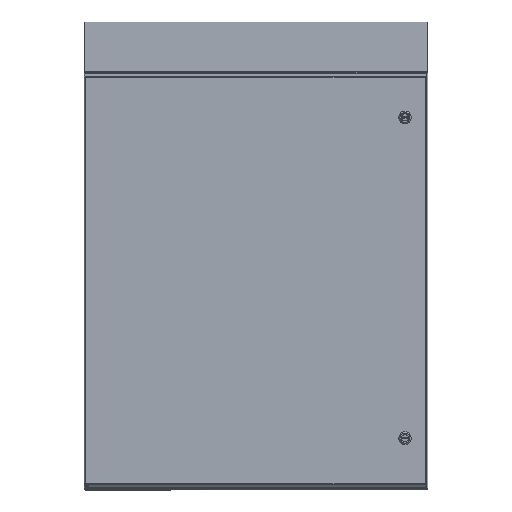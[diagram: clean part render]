
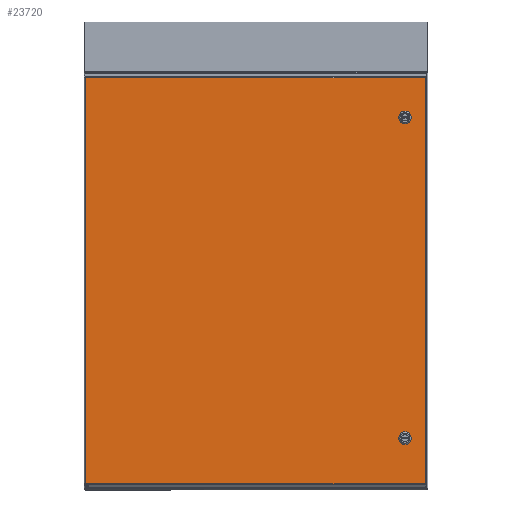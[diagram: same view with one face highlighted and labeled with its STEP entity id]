
A CAD part, top view. The second image highlights one B-rep face of the part: STEP entity #23720.
In plain terms, the highlighted planar face has unit normal (0, 0, 1).
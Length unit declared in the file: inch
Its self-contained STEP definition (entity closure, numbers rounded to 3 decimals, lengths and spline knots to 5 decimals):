
#21840=CARTESIAN_POINT('',(27.96087,-30.83316,0.074));
#21841=VERTEX_POINT('',#21840);
#21848=CARTESIAN_POINT('',(27.77499,-30.64723,0.074));
#21849=VERTEX_POINT('',#21848);
#21850=CARTESIAN_POINT('',(27.56134,-31.04668,0.074));
#21851=DIRECTION('',(0.0,0.0,-1.0));
#21852=DIRECTION('',(0.882,0.471,0.0));
#21853=AXIS2_PLACEMENT_3D('',#21850,#21851,#21852);
#21854=CIRCLE('',#21853,0.453);
#21855=EDGE_CURVE('',#21849,#21841,#21854,.T.);
#21880=CARTESIAN_POINT('',(27.34787,-30.64723,0.074));
#21881=VERTEX_POINT('',#21880);
#21882=CARTESIAN_POINT('',(27.34787,-30.64723,0.074));
#21883=DIRECTION('',(1.0,0.,0.0));
#21884=VECTOR('',#21883,0.42712);
#21885=LINE('',#21882,#21884);
#21886=EDGE_CURVE('',#21881,#21849,#21885,.T.);
#21912=CARTESIAN_POINT('',(27.16187,-30.83316,0.074));
#21913=VERTEX_POINT('',#21912);
#21914=CARTESIAN_POINT('',(27.56134,-31.04677,0.074));
#21915=DIRECTION('',(0.0,0.0,-1.0));
#21916=DIRECTION('',(-0.471,0.882,0.0));
#21917=AXIS2_PLACEMENT_3D('',#21914,#21915,#21916);
#21918=CIRCLE('',#21917,0.453);
#21919=EDGE_CURVE('',#21913,#21881,#21918,.T.);
#21944=CARTESIAN_POINT('',(27.16187,-31.26029,0.074));
#21945=VERTEX_POINT('',#21944);
#21946=CARTESIAN_POINT('',(27.16187,-31.26029,0.074));
#21947=DIRECTION('',(0.,1.0,0.0));
#21948=VECTOR('',#21947,0.42712);
#21949=LINE('',#21946,#21948);
#21950=EDGE_CURVE('',#21945,#21913,#21949,.T.);
#21976=CARTESIAN_POINT('',(27.3478,-31.44623,0.074));
#21977=VERTEX_POINT('',#21976);
#21978=CARTESIAN_POINT('',(27.56137,-31.04673,0.074));
#21979=DIRECTION('',(0.0,0.0,-1.0));
#21980=DIRECTION('',(-0.882,-0.471,0.0));
#21981=AXIS2_PLACEMENT_3D('',#21978,#21979,#21980);
#21982=CIRCLE('',#21981,0.453);
#21983=EDGE_CURVE('',#21977,#21945,#21982,.T.);
#22008=CARTESIAN_POINT('',(27.77493,-31.44623,0.074));
#22009=VERTEX_POINT('',#22008);
#22010=CARTESIAN_POINT('',(27.77493,-31.44623,0.074));
#22011=DIRECTION('',(-1.0,0.,0.0));
#22012=VECTOR('',#22011,0.42712);
#22013=LINE('',#22010,#22012);
#22014=EDGE_CURVE('',#22009,#21977,#22013,.T.);
#22040=CARTESIAN_POINT('',(27.96087,-31.26029,0.074));
#22041=VERTEX_POINT('',#22040);
#22042=CARTESIAN_POINT('',(27.56137,-31.04673,0.074));
#22043=DIRECTION('',(0.0,0.0,-1.0));
#22044=DIRECTION('',(0.471,-0.882,0.0));
#22045=AXIS2_PLACEMENT_3D('',#22042,#22043,#22044);
#22046=CIRCLE('',#22045,0.453);
#22047=EDGE_CURVE('',#22041,#22009,#22046,.T.);
#22070=CARTESIAN_POINT('',(27.96087,-30.83316,0.074));
#22071=DIRECTION('',(0.,-1.0,0.0));
#22072=VECTOR('',#22071,0.42712);
#22073=LINE('',#22070,#22072);
#22074=EDGE_CURVE('',#21841,#22041,#22073,.T.);
#22096=CARTESIAN_POINT('',(27.96087,-2.83316,0.074));
#22097=VERTEX_POINT('',#22096);
#22104=CARTESIAN_POINT('',(27.77499,-2.64723,0.074));
#22105=VERTEX_POINT('',#22104);
#22106=CARTESIAN_POINT('',(27.56134,-3.04668,0.074));
#22107=DIRECTION('',(0.0,0.0,-1.0));
#22108=DIRECTION('',(0.882,0.471,0.0));
#22109=AXIS2_PLACEMENT_3D('',#22106,#22107,#22108);
#22110=CIRCLE('',#22109,0.453);
#22111=EDGE_CURVE('',#22105,#22097,#22110,.T.);
#22136=CARTESIAN_POINT('',(27.34787,-2.64723,0.074));
#22137=VERTEX_POINT('',#22136);
#22138=CARTESIAN_POINT('',(27.34787,-2.64723,0.074));
#22139=DIRECTION('',(1.0,0.,0.0));
#22140=VECTOR('',#22139,0.42712);
#22141=LINE('',#22138,#22140);
#22142=EDGE_CURVE('',#22137,#22105,#22141,.T.);
#22168=CARTESIAN_POINT('',(27.16187,-2.83316,0.074));
#22169=VERTEX_POINT('',#22168);
#22170=CARTESIAN_POINT('',(27.56134,-3.04677,0.074));
#22171=DIRECTION('',(0.0,0.0,-1.0));
#22172=DIRECTION('',(-0.471,0.882,0.0));
#22173=AXIS2_PLACEMENT_3D('',#22170,#22171,#22172);
#22174=CIRCLE('',#22173,0.453);
#22175=EDGE_CURVE('',#22169,#22137,#22174,.T.);
#22200=CARTESIAN_POINT('',(27.16187,-3.26029,0.074));
#22201=VERTEX_POINT('',#22200);
#22202=CARTESIAN_POINT('',(27.16187,-3.26029,0.074));
#22203=DIRECTION('',(0.,1.0,0.0));
#22204=VECTOR('',#22203,0.42712);
#22205=LINE('',#22202,#22204);
#22206=EDGE_CURVE('',#22201,#22169,#22205,.T.);
#22232=CARTESIAN_POINT('',(27.3478,-3.44623,0.074));
#22233=VERTEX_POINT('',#22232);
#22234=CARTESIAN_POINT('',(27.56137,-3.04673,0.074));
#22235=DIRECTION('',(0.0,0.0,-1.0));
#22236=DIRECTION('',(-0.882,-0.471,0.0));
#22237=AXIS2_PLACEMENT_3D('',#22234,#22235,#22236);
#22238=CIRCLE('',#22237,0.453);
#22239=EDGE_CURVE('',#22233,#22201,#22238,.T.);
#22264=CARTESIAN_POINT('',(27.77493,-3.44623,0.074));
#22265=VERTEX_POINT('',#22264);
#22266=CARTESIAN_POINT('',(27.77493,-3.44623,0.074));
#22267=DIRECTION('',(-1.0,0.,0.0));
#22268=VECTOR('',#22267,0.42712);
#22269=LINE('',#22266,#22268);
#22270=EDGE_CURVE('',#22265,#22233,#22269,.T.);
#22296=CARTESIAN_POINT('',(27.96087,-3.26029,0.074));
#22297=VERTEX_POINT('',#22296);
#22298=CARTESIAN_POINT('',(27.56137,-3.04673,0.074));
#22299=DIRECTION('',(0.0,0.0,-1.0));
#22300=DIRECTION('',(0.471,-0.882,0.0));
#22301=AXIS2_PLACEMENT_3D('',#22298,#22299,#22300);
#22302=CIRCLE('',#22301,0.453);
#22303=EDGE_CURVE('',#22297,#22265,#22302,.T.);
#22326=CARTESIAN_POINT('',(27.96087,-2.83316,0.074));
#22327=DIRECTION('',(0.,-1.0,0.0));
#22328=VECTOR('',#22327,0.42712);
#22329=LINE('',#22326,#22328);
#22330=EDGE_CURVE('',#22097,#22297,#22329,.T.);
#22383=CARTESIAN_POINT('',(29.33112,-35.0199,0.074));
#22384=VERTEX_POINT('',#22383);
#22412=CARTESIAN_POINT('',(29.33112,0.42645,0.074));
#22413=VERTEX_POINT('',#22412);
#22424=CARTESIAN_POINT('',(29.33112,-35.0199,0.074));
#22425=DIRECTION('',(0.0,1.0,0.0));
#22426=VECTOR('',#22425,35.44636);
#22427=LINE('',#22424,#22426);
#22428=EDGE_CURVE('',#22384,#22413,#22427,.T.);
#22966=CARTESIAN_POINT('',(-0.33338,-35.0199,0.074));
#22967=VERTEX_POINT('',#22966);
#23054=CARTESIAN_POINT('',(-0.33338,0.42645,0.074));
#23055=VERTEX_POINT('',#23054);
#23056=CARTESIAN_POINT('',(-0.33338,0.42645,0.074));
#23057=DIRECTION('',(0.0,-1.0,0.0));
#23058=VECTOR('',#23057,35.44636);
#23059=LINE('',#23056,#23058);
#23060=EDGE_CURVE('',#23055,#22967,#23059,.T.);
#23633=CARTESIAN_POINT('',(29.33112,0.42645,0.074));
#23634=DIRECTION('',(-1.0,0.0,0.0));
#23635=VECTOR('',#23634,29.6645);
#23636=LINE('',#23633,#23635);
#23637=EDGE_CURVE('',#22413,#23055,#23636,.T.);
#23667=CARTESIAN_POINT('',(-0.33338,-35.0199,0.074));
#23668=DIRECTION('',(1.0,0.0,0.0));
#23669=VECTOR('',#23668,29.6645);
#23670=LINE('',#23667,#23669);
#23671=EDGE_CURVE('',#22967,#22384,#23670,.T.);
#23689=CARTESIAN_POINT('',(14.49887,-17.29673,0.074));
#23690=DIRECTION('',(0.0,0.0,1.0));
#23691=DIRECTION('',(1.0,0.0,0.0));
#23692=AXIS2_PLACEMENT_3D('',#23689,#23690,#23691);
#23693=PLANE('',#23692);
#23694=ORIENTED_EDGE('',*,*,#23671,.T.);
#23695=ORIENTED_EDGE('',*,*,#22428,.T.);
#23696=ORIENTED_EDGE('',*,*,#23637,.T.);
#23697=ORIENTED_EDGE('',*,*,#23060,.T.);
#23698=EDGE_LOOP('',(#23694,#23695,#23696,#23697));
#23699=FACE_OUTER_BOUND('',#23698,.T.);
#23700=ORIENTED_EDGE('',*,*,#21855,.T.);
#23701=ORIENTED_EDGE('',*,*,#22074,.T.);
#23702=ORIENTED_EDGE('',*,*,#22047,.T.);
#23703=ORIENTED_EDGE('',*,*,#22014,.T.);
#23704=ORIENTED_EDGE('',*,*,#21983,.T.);
#23705=ORIENTED_EDGE('',*,*,#21950,.T.);
#23706=ORIENTED_EDGE('',*,*,#21919,.T.);
#23707=ORIENTED_EDGE('',*,*,#21886,.T.);
#23708=EDGE_LOOP('',(#23700,#23701,#23702,#23703,#23704,#23705,#23706,#23707));
#23709=FACE_BOUND('',#23708,.T.);
#23710=ORIENTED_EDGE('',*,*,#22111,.T.);
#23711=ORIENTED_EDGE('',*,*,#22330,.T.);
#23712=ORIENTED_EDGE('',*,*,#22303,.T.);
#23713=ORIENTED_EDGE('',*,*,#22270,.T.);
#23714=ORIENTED_EDGE('',*,*,#22239,.T.);
#23715=ORIENTED_EDGE('',*,*,#22206,.T.);
#23716=ORIENTED_EDGE('',*,*,#22175,.T.);
#23717=ORIENTED_EDGE('',*,*,#22142,.T.);
#23718=EDGE_LOOP('',(#23710,#23711,#23712,#23713,#23714,#23715,#23716,#23717));
#23719=FACE_BOUND('',#23718,.T.);
#23720=ADVANCED_FACE('',(#23699,#23709,#23719),#23693,.T.);
